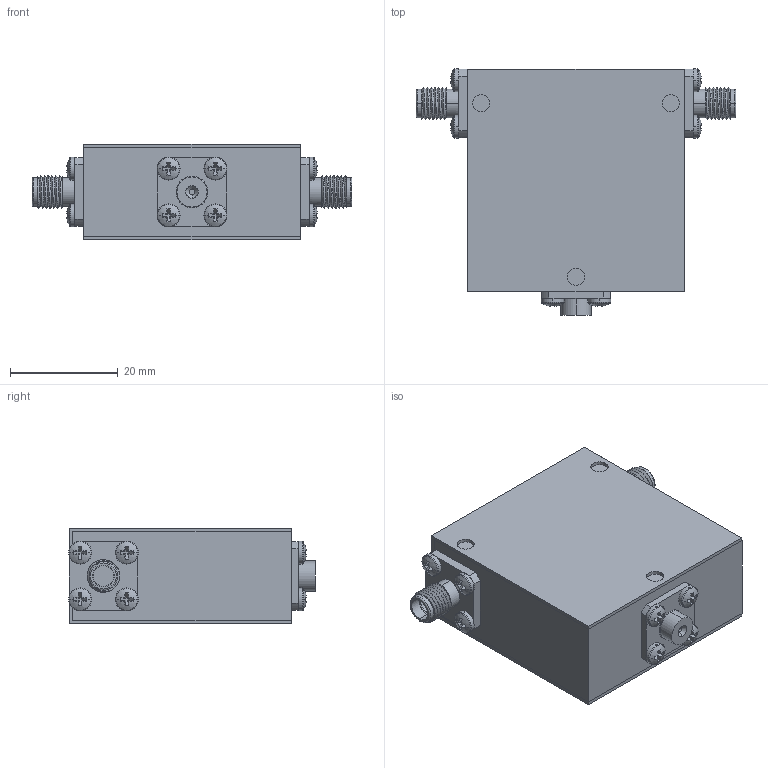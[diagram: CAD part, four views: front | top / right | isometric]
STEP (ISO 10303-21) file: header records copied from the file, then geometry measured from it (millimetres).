
FILE_DESCRIPTION (( 'STEP AP214' ), '1' );
FILE_NAME ('Package 1 Iso FF.step', '2021-12-01T20:56:31', ( '' ), ( '' ), 'SwSTEP 2.0', 'SolidWorks 2016', '' );
FILE_SCHEMA (( 'AUTOMOTIVE_DESIGN' ));
Length unit declared in the file: inch
Products named in the file (6): Package 1 Iso FF; Package Size 1; Package 1; 030013-1A; pan cross head_ai_CR-PHMS 0.086-56x0.125x0.125-N; Delta SMA-Female 0.500 flange Threaded
Assembly tree (17 placements, depth 2):
  Package 1 Iso FF
    Package Size 1
    Package 1
    030013-1A
    pan cross head_ai_CR-PHMS 0.086-56x0.125x0.125-N  x12
    Delta SMA-Female 0.500 flange Threaded  x2
Bounding box: 59.18 x 45.68 x 17.78 mm (x, y, z)
Volume: 30477.4 mm3; surface area: 16607.3 mm2
Topology: 17 solids, 17 shells, 414 faces, 942 edges, 582 vertices
Faces by surface type: plane 228, cylinder 122, torus 30, sphere 24, bspline 6, cone 4
Entity records: 4765 total; most frequent: CARTESIAN_POINT 1369, DIRECTION 717, ORIENTED_EDGE 594, EDGE_CURVE 297, AXIS2_PLACEMENT_3D 289, VERTEX_POINT 191, EDGE_LOOP 160, CIRCLE 150
